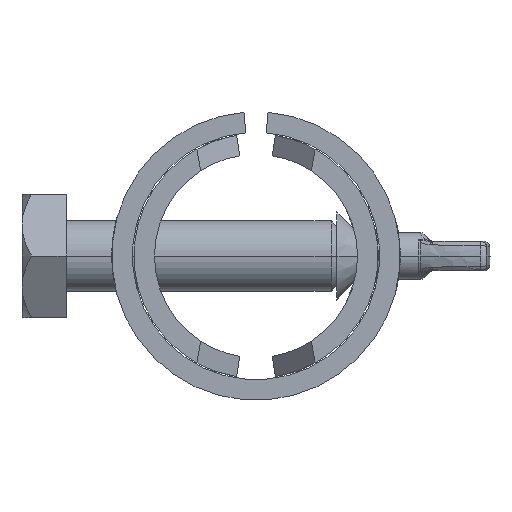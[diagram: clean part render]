
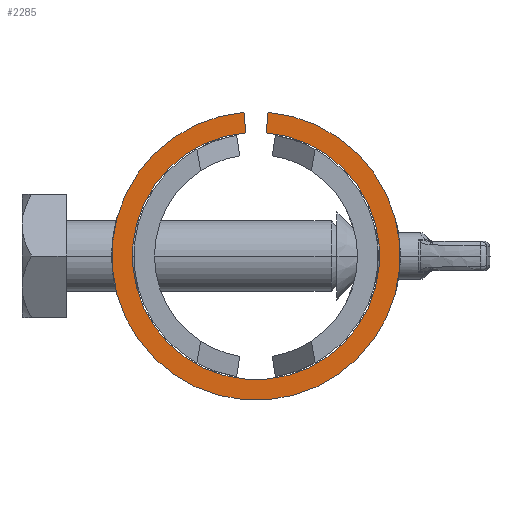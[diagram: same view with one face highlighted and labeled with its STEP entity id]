
A CAD part, left-side view. The second image highlights one B-rep face of the part: STEP entity #2285.
In plain terms, the highlighted planar face has unit normal (-1, 0, 0).
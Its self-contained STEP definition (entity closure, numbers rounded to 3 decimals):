
#267 = ORIENTED_EDGE ( 'NONE', *, *, #616, .F. ) ;
#403 = CARTESIAN_POINT ( 'NONE',  ( -13., 0., 0. ) ) ;
#616 = EDGE_CURVE ( 'NONE', #1127, #4941, #2644, .T. ) ;
#641 = CARTESIAN_POINT ( 'NONE',  ( -13., 2.042, 24.415 ) ) ;
#809 = DIRECTION ( 'NONE',  ( 0., 0., -1. ) ) ;
#1064 = DIRECTION ( 'NONE',  ( 0., 0., -1. ) ) ;
#1127 = VERTEX_POINT ( 'NONE', #641 ) ;
#1390 = CARTESIAN_POINT ( 'NONE',  ( -13., 1.75, 20.927 ) ) ;
#1412 = LINE ( 'NONE', #1844, #3486 ) ;
#1559 = DIRECTION ( 'NONE',  ( -1., 0., 0. ) ) ;
#1844 = CARTESIAN_POINT ( 'NONE',  ( -13., -1.75, 20.927 ) ) ;
#2065 = DIRECTION ( 'NONE',  ( 0., 0., -1. ) ) ;
#2083 = CARTESIAN_POINT ( 'NONE',  ( -13., 0., 0. ) ) ;
#2207 = CARTESIAN_POINT ( 'NONE',  ( -13., 0., 0. ) ) ;
#2285 = ADVANCED_FACE ( 'NONE', ( #5020 ), #2804, .F. ) ;
#2456 = VERTEX_POINT ( 'NONE', #4550 ) ;
#2577 = EDGE_CURVE ( 'NONE', #2456, #3777, #1412, .T. ) ;
#2581 = DIRECTION ( 'NONE',  ( 0., -0.083, -0.997 ) ) ;
#2644 = LINE ( 'NONE', #1390, #3683 ) ;
#2669 = EDGE_LOOP ( 'NONE', ( #3396, #267, #3600, #3095 ) ) ;
#2717 = AXIS2_PLACEMENT_3D ( 'NONE', #2083, #3992, #2065 ) ;
#2804 = PLANE ( 'NONE',  #2717 ) ;
#2921 = AXIS2_PLACEMENT_3D ( 'NONE', #403, #1559, #809 ) ;
#2938 = DIRECTION ( 'NONE',  ( 1., 0., 0. ) ) ;
#2984 = CARTESIAN_POINT ( 'NONE',  ( -13., -2.042, 24.415 ) ) ;
#3095 = ORIENTED_EDGE ( 'NONE', *, *, #2577, .F. ) ;
#3246 = CIRCLE ( 'NONE', #2921, 21. ) ;
#3367 = EDGE_CURVE ( 'NONE', #4941, #2456, #3246, .T. ) ;
#3396 = ORIENTED_EDGE ( 'NONE', *, *, #3367, .F. ) ;
#3486 = VECTOR ( 'NONE', #5005, 1000. ) ;
#3600 = ORIENTED_EDGE ( 'NONE', *, *, #4447, .F. ) ;
#3637 = AXIS2_PLACEMENT_3D ( 'NONE', #2207, #2938, #1064 ) ;
#3683 = VECTOR ( 'NONE', #2581, 1000. ) ;
#3777 = VERTEX_POINT ( 'NONE', #2984 ) ;
#3837 = CARTESIAN_POINT ( 'NONE',  ( -13., 1.75, 20.927 ) ) ;
#3992 = DIRECTION ( 'NONE',  ( 1., 0., 0. ) ) ;
#4447 = EDGE_CURVE ( 'NONE', #3777, #1127, #4459, .T. ) ;
#4459 = CIRCLE ( 'NONE', #3637, 24.5 ) ;
#4550 = CARTESIAN_POINT ( 'NONE',  ( -13., -1.75, 20.927 ) ) ;
#4941 = VERTEX_POINT ( 'NONE', #3837 ) ;
#5005 = DIRECTION ( 'NONE',  ( 0., -0.083, 0.997 ) ) ;
#5020 = FACE_OUTER_BOUND ( 'NONE', #2669, .T. ) ;
